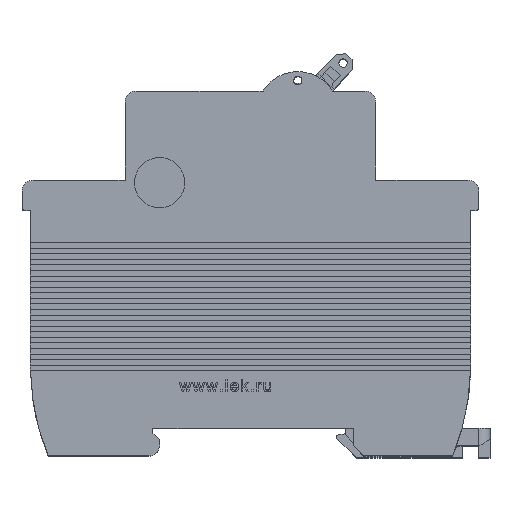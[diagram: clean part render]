
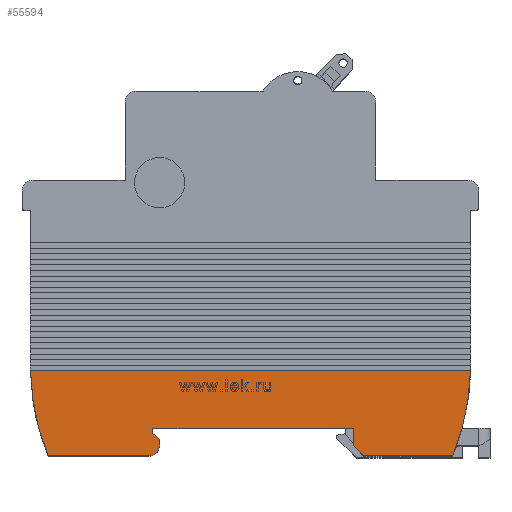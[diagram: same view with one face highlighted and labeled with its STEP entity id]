
A CAD part, top view. The second image highlights one B-rep face of the part: STEP entity #55594.
In plain terms, the highlighted planar face has unit normal (0, 0, 1).
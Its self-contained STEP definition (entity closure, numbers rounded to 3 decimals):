
#566 = CARTESIAN_POINT ( 'NONE',  ( -56.839, 6.414, 9. ) ) ;
#913 = VECTOR ( 'NONE', #8682, 1000. ) ;
#1630 = AXIS2_PLACEMENT_3D ( 'NONE', #7595, #60773, #15301 ) ;
#3171 = ORIENTED_EDGE ( 'NONE', *, *, #7754, .F. ) ;
#3812 = CARTESIAN_POINT ( 'NONE',  ( -20.839, 6.414, 9. ) ) ;
#4362 = VECTOR ( 'NONE', #80972, 1000. ) ;
#4421 = VERTEX_POINT ( 'NONE', #3812 ) ;
#7348 = DIRECTION ( 'NONE',  ( 0., 0., -1. ) ) ;
#7595 = CARTESIAN_POINT ( 'NONE',  ( -42.953, 17.714, 9. ) ) ;
#7754 = EDGE_CURVE ( 'NONE', #25028, #79948, #55506, .T. ) ;
#8682 = DIRECTION ( 'NONE',  ( -0.768, 0.64, 0. ) ) ;
#9737 = CARTESIAN_POINT ( 'NONE',  ( -57.639, 3.414, 9. ) ) ;
#10963 = DIRECTION ( 'NONE',  ( 0.707, -0.707, 0. ) ) ;
#11251 = CARTESIAN_POINT ( 'NONE',  ( -78.828, 16.714, 9. ) ) ;
#12024 = LINE ( 'NONE', #78994, #50112 ) ;
#13065 = ORIENTED_EDGE ( 'NONE', *, *, #41514, .T. ) ;
#14058 = CARTESIAN_POINT ( 'NONE',  ( -55.639, 4.414, 9. ) ) ;
#14354 = CARTESIAN_POINT ( 'NONE',  ( -55.639, 3.414, 9. ) ) ;
#15301 = DIRECTION ( 'NONE',  ( -1., 0., 0. ) ) ;
#17191 = VECTOR ( 'NONE', #89765, 1000. ) ;
#17420 = DIRECTION ( 'NONE',  ( 1., 0., 0. ) ) ;
#17653 = CARTESIAN_POINT ( 'NONE',  ( -56.839, 5.414, 9. ) ) ;
#20268 = CARTESIAN_POINT ( 'NONE',  ( 0.411, 1.414, 9. ) ) ;
#21109 = LINE ( 'NONE', #61827, #913 ) ;
#22204 = LINE ( 'NONE', #20268, #4362 ) ;
#22822 = VECTOR ( 'NONE', #48748, 1000. ) ;
#23361 = LINE ( 'NONE', #31716, #49534 ) ;
#23540 = ORIENTED_EDGE ( 'NONE', *, *, #24188, .T. ) ;
#23728 = VERTEX_POINT ( 'NONE', #94744 ) ;
#24188 = EDGE_CURVE ( 'NONE', #51761, #40739, #50055, .T. ) ;
#25028 = VERTEX_POINT ( 'NONE', #35797 ) ;
#25504 = EDGE_CURVE ( 'NONE', #40739, #45029, #90865, .T. ) ;
#26085 = CARTESIAN_POINT ( 'NONE',  ( -3.039, 1.414, 9. ) ) ;
#26115 = EDGE_CURVE ( 'NONE', #73378, #66015, #32463, .T. ) ;
#29099 = CARTESIAN_POINT ( 'NONE',  ( -20.639, 6.414, 9. ) ) ;
#29603 = CARTESIAN_POINT ( 'NONE',  ( -51.789, 65.114, 9. ) ) ;
#31189 = EDGE_CURVE ( 'NONE', #62233, #45139, #22204, .T. ) ;
#31716 = CARTESIAN_POINT ( 'NONE',  ( -20.839, 1.103, 9. ) ) ;
#32463 = LINE ( 'NONE', #52475, #70438 ) ;
#34685 = CIRCLE ( 'NONE', #65866, 43.114 ) ;
#35640 = EDGE_CURVE ( 'NONE', #4421, #25028, #77742, .T. ) ;
#35797 = CARTESIAN_POINT ( 'NONE',  ( -56.839, 6.414, 9. ) ) ;
#36273 = EDGE_CURVE ( 'NONE', #51228, #73378, #34685, .T. ) ;
#37220 = DIRECTION ( 'NONE',  ( 0., 1., 0. ) ) ;
#37242 = DIRECTION ( 'NONE',  ( 1., 0., 0. ) ) ;
#37942 = ORIENTED_EDGE ( 'NONE', *, *, #26115, .F. ) ;
#38437 = ORIENTED_EDGE ( 'NONE', *, *, #35640, .F. ) ;
#39446 = EDGE_CURVE ( 'NONE', #51761, #51228, #83334, .T. ) ;
#39762 = CARTESIAN_POINT ( 'NONE',  ( 0.149, 16.714, 9. ) ) ;
#40739 = VERTEX_POINT ( 'NONE', #66043 ) ;
#41514 = EDGE_CURVE ( 'NONE', #23728, #45139, #12024, .T. ) ;
#44293 = ORIENTED_EDGE ( 'NONE', *, *, #31189, .F. ) ;
#45029 = VERTEX_POINT ( 'NONE', #14058 ) ;
#45139 = VERTEX_POINT ( 'NONE', #83645 ) ;
#48748 = DIRECTION ( 'NONE',  ( -1., 0., 0. ) ) ;
#49534 = VECTOR ( 'NONE', #92385, 1000. ) ;
#50055 = CIRCLE ( 'NONE', #65315, 2. ) ;
#50112 = VECTOR ( 'NONE', #10963, 1000. ) ;
#50510 = CARTESIAN_POINT ( 'NONE',  ( -57.639, 1.414, 9. ) ) ;
#50997 = ORIENTED_EDGE ( 'NONE', *, *, #94208, .F. ) ;
#51228 = VERTEX_POINT ( 'NONE', #56882 ) ;
#51761 = VERTEX_POINT ( 'NONE', #50510 ) ;
#52475 = CARTESIAN_POINT ( 'NONE',  ( -78.839, 16.714, 9. ) ) ;
#52982 = CARTESIAN_POINT ( 'NONE',  ( -35.725, 17.714, 9. ) ) ;
#53214 = ORIENTED_EDGE ( 'NONE', *, *, #83898, .F. ) ;
#55506 = LINE ( 'NONE', #566, #93361 ) ;
#55594 = ADVANCED_FACE ( 'NONE', ( #81671 ), #96937, .T. ) ;
#56882 = CARTESIAN_POINT ( 'NONE',  ( -75.639, 1.414, 9. ) ) ;
#60556 = DIRECTION ( 'NONE',  ( 1., 0., 0. ) ) ;
#60773 = DIRECTION ( 'NONE',  ( 0., 0., -1. ) ) ;
#61157 = EDGE_LOOP ( 'NONE', ( #53214, #37942, #68126, #89072, #23540, #70646, #97474, #3171, #38437, #50997, #13065, #44293 ) ) ;
#61334 = DIRECTION ( 'NONE',  ( 0., -1., 0. ) ) ;
#61827 = CARTESIAN_POINT ( 'NONE',  ( -55.639, 4.414, 9. ) ) ;
#62233 = VERTEX_POINT ( 'NONE', #26085 ) ;
#62852 = DIRECTION ( 'NONE',  ( 0., 0., 1. ) ) ;
#65315 = AXIS2_PLACEMENT_3D ( 'NONE', #9737, #62852, #17420 ) ;
#65866 = AXIS2_PLACEMENT_3D ( 'NONE', #52982, #7348, #60556 ) ;
#66015 = VERTEX_POINT ( 'NONE', #39762 ) ;
#66043 = CARTESIAN_POINT ( 'NONE',  ( -55.639, 3.414, 9. ) ) ;
#68126 = ORIENTED_EDGE ( 'NONE', *, *, #36273, .F. ) ;
#68351 = VECTOR ( 'NONE', #37220, 1000. ) ;
#70438 = VECTOR ( 'NONE', #97785, 1000. ) ;
#70646 = ORIENTED_EDGE ( 'NONE', *, *, #25504, .T. ) ;
#73378 = VERTEX_POINT ( 'NONE', #11251 ) ;
#76677 = CIRCLE ( 'NONE', #1630, 43.114 ) ;
#77742 = LINE ( 'NONE', #29099, #17191 ) ;
#78994 = CARTESIAN_POINT ( 'NONE',  ( -20.839, 3.214, 9. ) ) ;
#79948 = VERTEX_POINT ( 'NONE', #17653 ) ;
#80972 = DIRECTION ( 'NONE',  ( -1., 0., 0. ) ) ;
#81671 = FACE_OUTER_BOUND ( 'NONE', #61157, .T. ) ;
#82281 = AXIS2_PLACEMENT_3D ( 'NONE', #29603, #82674, #37242 ) ;
#82674 = DIRECTION ( 'NONE',  ( 0., 0., 1. ) ) ;
#83334 = LINE ( 'NONE', #94415, #22822 ) ;
#83645 = CARTESIAN_POINT ( 'NONE',  ( -19.039, 1.414, 9. ) ) ;
#83898 = EDGE_CURVE ( 'NONE', #66015, #62233, #76677, .T. ) ;
#89072 = ORIENTED_EDGE ( 'NONE', *, *, #39446, .F. ) ;
#89765 = DIRECTION ( 'NONE',  ( -1., 0., 0. ) ) ;
#90865 = LINE ( 'NONE', #14354, #68351 ) ;
#92385 = DIRECTION ( 'NONE',  ( 0., 1., 0. ) ) ;
#93361 = VECTOR ( 'NONE', #61334, 1000. ) ;
#94208 = EDGE_CURVE ( 'NONE', #23728, #4421, #23361, .T. ) ;
#94415 = CARTESIAN_POINT ( 'NONE',  ( -56.739, 1.414, 9. ) ) ;
#94744 = CARTESIAN_POINT ( 'NONE',  ( -20.839, 3.214, 9. ) ) ;
#96937 = PLANE ( 'NONE',  #82281 ) ;
#97225 = EDGE_CURVE ( 'NONE', #45029, #79948, #21109, .T. ) ;
#97474 = ORIENTED_EDGE ( 'NONE', *, *, #97225, .T. ) ;
#97785 = DIRECTION ( 'NONE',  ( 1., 0., 0. ) ) ;
